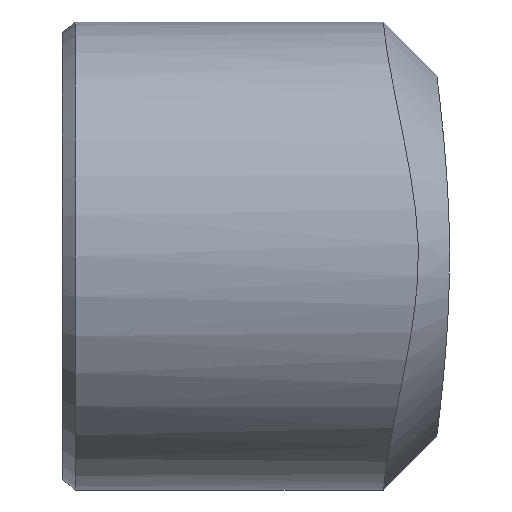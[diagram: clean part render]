
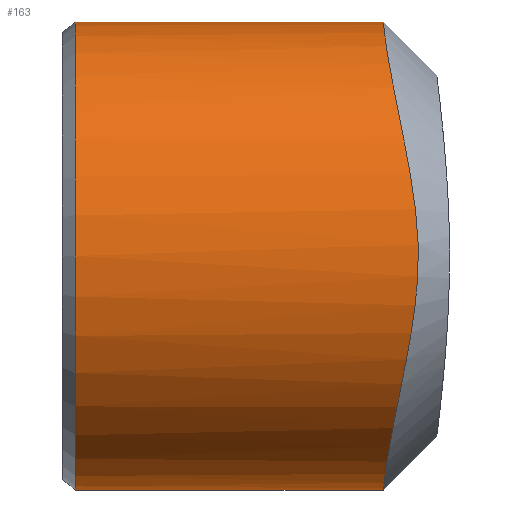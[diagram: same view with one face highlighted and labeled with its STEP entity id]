
A CAD part, left-side view. The second image highlights one B-rep face of the part: STEP entity #163.
In plain terms, the highlighted cylindrical face has radius 15.875 mm (diameter 31.75 mm), a partial arc.
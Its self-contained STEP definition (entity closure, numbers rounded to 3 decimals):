
#7 = B_SPLINE_CURVE_WITH_KNOTS ( 'NONE', 3,
 ( #54, #642, #601, #296, #520, #292, #174, #528, #524, #236, #460, #117, #707, #473, #112, #582, #283, #591, #241, #758, #182, #712, #477, #62, #229, #400, #464, #703, #716, #646, #344, #533, #587, #409, #655, #353, #596, #446, #568, #615, #326, #619, #439, #254, #81, #685, #565, #682, #561, #91 ),
 .UNSPECIFIED., .F., .F.,
 ( 4, 2, 2, 2, 2, 2, 2, 2, 2, 2, 2, 2, 2, 2, 2, 2, 2, 2, 2, 2, 2, 2, 2, 2, 4 ),
 ( 0., 0.003, 0.005, 0.006, 0.009, 0.011, 0.012, 0.016, 0.017, 0.019, 0.02, 0.022, 0.025, 0.027, 0.028, 0.031, 0.034, 0.036, 0.037, 0.041, 0.042, 0.044, 0.047, 0.048, 0.05 ),
 .UNSPECIFIED. ) ;
#14 = VECTOR ( 'NONE', #63, 1000. ) ;
#15 = LINE ( 'NONE', #118, #14 ) ;
#42 = CARTESIAN_POINT ( 'NONE',  ( 0., 3.629, -15.875 ) ) ;
#54 = CARTESIAN_POINT ( 'NONE',  ( 0., 3.629, 15.875 ) ) ;
#62 = CARTESIAN_POINT ( 'NONE',  ( -15.77, 1.324, 2.095 ) ) ;
#63 = DIRECTION ( 'NONE',  ( 0., 1., 0. ) ) ;
#65 = CYLINDRICAL_SURFACE ( 'NONE', #329, 15.875 ) ;
#69 = DIRECTION ( 'NONE',  ( 0., 1., 0. ) ) ;
#71 = CARTESIAN_POINT ( 'NONE',  ( 0., 24.524, 0. ) ) ;
#81 = CARTESIAN_POINT ( 'NONE',  ( -4.152, 3.579, -15.359 ) ) ;
#91 = CARTESIAN_POINT ( 'NONE',  ( 0., 3.629, -15.875 ) ) ;
#112 = CARTESIAN_POINT ( 'NONE',  ( -12.633, 2.582, 9.67 ) ) ;
#117 = CARTESIAN_POINT ( 'NONE',  ( -10.506, 3.023, 11.912 ) ) ;
#118 = CARTESIAN_POINT ( 'NONE',  ( 0., -2.381, 15.875 ) ) ;
#163 = ADVANCED_FACE ( 'NONE', ( #594 ), #65, .T. ) ;
#174 = CARTESIAN_POINT ( 'NONE',  ( -5.628, 3.515, 14.853 ) ) ;
#182 = CARTESIAN_POINT ( 'NONE',  ( -15.034, 1.724, 5.125 ) ) ;
#185 = ORIENTED_EDGE ( 'NONE', *, *, #733, .F. ) ;
#227 = CARTESIAN_POINT ( 'NONE',  ( 0., -2.381, 0. ) ) ;
#228 = ORIENTED_EDGE ( 'NONE', *, *, #288, .T. ) ;
#229 = CARTESIAN_POINT ( 'NONE',  ( -15.873, 1.249, 1.067 ) ) ;
#236 = CARTESIAN_POINT ( 'NONE',  ( -9.28, 3.203, 12.89 ) ) ;
#240 = VERTEX_POINT ( 'NONE', #341 ) ;
#241 = CARTESIAN_POINT ( 'NONE',  ( -14.467, 1.974, 6.557 ) ) ;
#245 = DIRECTION ( 'NONE',  ( 0., -1., 0. ) ) ;
#254 = CARTESIAN_POINT ( 'NONE',  ( -5.148, 3.543, -15.053 ) ) ;
#283 = CARTESIAN_POINT ( 'NONE',  ( -13.763, 2.236, 7.929 ) ) ;
#288 = EDGE_CURVE ( 'NONE', #463, #429, #428, .T. ) ;
#289 = LINE ( 'NONE', #722, #504 ) ;
#292 = CARTESIAN_POINT ( 'NONE',  ( -5.13, 3.538, 15.032 ) ) ;
#296 = CARTESIAN_POINT ( 'NONE',  ( -3.622, 3.59, 15.465 ) ) ;
#299 = DIRECTION ( 'NONE',  ( 0., 0., -1. ) ) ;
#326 = CARTESIAN_POINT ( 'NONE',  ( -7.985, 3.346, -13.731 ) ) ;
#329 = AXIS2_PLACEMENT_3D ( 'NONE', #227, #69, #644 ) ;
#341 = CARTESIAN_POINT ( 'NONE',  ( 0., 3.629, 15.875 ) ) ;
#343 = EDGE_CURVE ( 'NONE', #240, #463, #15, .T. ) ;
#344 = CARTESIAN_POINT ( 'NONE',  ( -15.07, 1.715, -5.098 ) ) ;
#352 = ORIENTED_EDGE ( 'NONE', *, *, #359, .F. ) ;
#353 = CARTESIAN_POINT ( 'NONE',  ( -11.972, 2.736, -10.438 ) ) ;
#359 = EDGE_CURVE ( 'NONE', #675, #429, #289, .T. ) ;
#397 = AXIS2_PLACEMENT_3D ( 'NONE', #71, #245, #299 ) ;
#400 = CARTESIAN_POINT ( 'NONE',  ( -15.876, 1.247, -0.491 ) ) ;
#409 = CARTESIAN_POINT ( 'NONE',  ( -12.935, 2.492, -9.218 ) ) ;
#428 = CIRCLE ( 'NONE', #397, 15.875 ) ;
#429 = VERTEX_POINT ( 'NONE', #570 ) ;
#439 = CARTESIAN_POINT ( 'NONE',  ( -6.589, 3.458, -14.452 ) ) ;
#446 = CARTESIAN_POINT ( 'NONE',  ( -10.525, 3.028, -11.929 ) ) ;
#460 = CARTESIAN_POINT ( 'NONE',  ( -9.701, 3.146, 12.577 ) ) ;
#463 = VERTEX_POINT ( 'NONE', #743 ) ;
#464 = CARTESIAN_POINT ( 'NONE',  ( -15.851, 1.265, -1.013 ) ) ;
#473 = CARTESIAN_POINT ( 'NONE',  ( -11.981, 2.743, 10.466 ) ) ;
#477 = CARTESIAN_POINT ( 'NONE',  ( -15.464, 1.502, 3.625 ) ) ;
#497 = ORIENTED_EDGE ( 'NONE', *, *, #343, .T. ) ;
#504 = VECTOR ( 'NONE', #728, 1000. ) ;
#520 = CARTESIAN_POINT ( 'NONE',  ( -4.127, 3.576, 15.338 ) ) ;
#524 = CARTESIAN_POINT ( 'NONE',  ( -7.986, 3.353, 13.759 ) ) ;
#528 = CARTESIAN_POINT ( 'NONE',  ( -7.073, 3.43, 14.25 ) ) ;
#533 = CARTESIAN_POINT ( 'NONE',  ( -14.275, 2.056, -7.023 ) ) ;
#547 = EDGE_LOOP ( 'NONE', ( #352, #185, #497, #228 ) ) ;
#561 = CARTESIAN_POINT ( 'NONE',  ( -0.521, 3.629, -15.875 ) ) ;
#565 = CARTESIAN_POINT ( 'NONE',  ( -2.082, 3.618, -15.747 ) ) ;
#568 = CARTESIAN_POINT ( 'NONE',  ( -9.729, 3.15, -12.587 ) ) ;
#570 = CARTESIAN_POINT ( 'NONE',  ( 0., 24.524, -15.875 ) ) ;
#582 = CARTESIAN_POINT ( 'NONE',  ( -13.497, 2.324, 8.374 ) ) ;
#587 = CARTESIAN_POINT ( 'NONE',  ( -13.79, 2.236, -7.932 ) ) ;
#591 = CARTESIAN_POINT ( 'NONE',  ( -14.247, 2.061, 7.021 ) ) ;
#594 = FACE_OUTER_BOUND ( 'NONE', #547, .T. ) ;
#596 = CARTESIAN_POINT ( 'NONE',  ( -11.621, 2.813, -10.827 ) ) ;
#601 = CARTESIAN_POINT ( 'NONE',  ( -2.092, 3.622, 15.771 ) ) ;
#615 = CARTESIAN_POINT ( 'NONE',  ( -8.435, 3.301, -13.458 ) ) ;
#619 = CARTESIAN_POINT ( 'NONE',  ( -7.06, 3.425, -14.228 ) ) ;
#642 = CARTESIAN_POINT ( 'NONE',  ( -1.055, 3.629, 15.875 ) ) ;
#644 = DIRECTION ( 'NONE',  ( 0., 0., 1. ) ) ;
#646 = CARTESIAN_POINT ( 'NONE',  ( -15.369, 1.557, -4.109 ) ) ;
#655 = CARTESIAN_POINT ( 'NONE',  ( -12.629, 2.575, -9.633 ) ) ;
#675 = VERTEX_POINT ( 'NONE', #42 ) ;
#682 = CARTESIAN_POINT ( 'NONE',  ( -1.041, 3.627, -15.849 ) ) ;
#685 = CARTESIAN_POINT ( 'NONE',  ( -2.604, 3.611, -15.669 ) ) ;
#703 = CARTESIAN_POINT ( 'NONE',  ( -15.749, 1.332, -2.061 ) ) ;
#707 = CARTESIAN_POINT ( 'NONE',  ( -10.889, 2.956, 11.563 ) ) ;
#712 = CARTESIAN_POINT ( 'NONE',  ( -15.336, 1.572, 4.135 ) ) ;
#716 = CARTESIAN_POINT ( 'NONE',  ( -15.673, 1.381, -2.58 ) ) ;
#722 = CARTESIAN_POINT ( 'NONE',  ( 0., -2.381, -15.875 ) ) ;
#728 = DIRECTION ( 'NONE',  ( 0., 1., 0. ) ) ;
#733 = EDGE_CURVE ( 'NONE', #240, #675, #7, .T. ) ;
#743 = CARTESIAN_POINT ( 'NONE',  ( 0., 24.524, 15.875 ) ) ;
#758 = CARTESIAN_POINT ( 'NONE',  ( -14.86, 1.805, 5.609 ) ) ;
